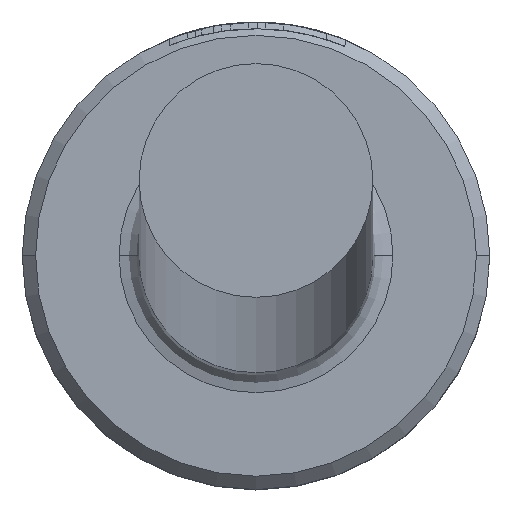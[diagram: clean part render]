
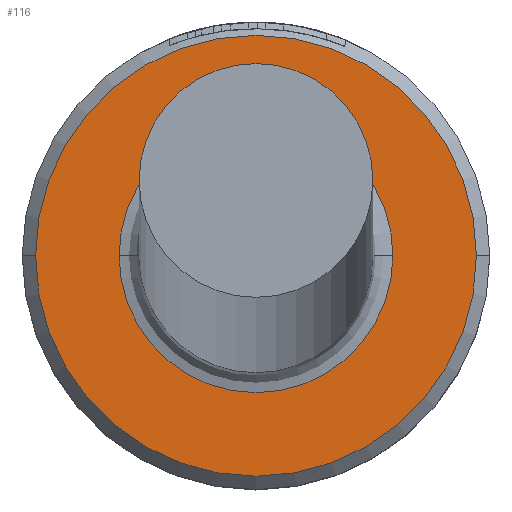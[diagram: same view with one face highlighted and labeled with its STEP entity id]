
A CAD part, top view. The second image highlights one B-rep face of the part: STEP entity #116.
In plain terms, the highlighted planar face has unit normal (0, 0, 1).
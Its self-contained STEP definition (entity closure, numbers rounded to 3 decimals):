
#79 = ORIENTED_EDGE ( 'NONE', *, *, #728, .T. ) ;
#82 = DIRECTION ( 'NONE',  ( 0., 0., -1. ) ) ;
#85 = DIRECTION ( 'NONE',  ( 0., 0., 1. ) ) ;
#100 = EDGE_LOOP ( 'NONE', ( #671, #79 ) ) ;
#116 = ADVANCED_FACE ( 'NONE', ( #241, #222 ), #201, .T. ) ;
#162 = DIRECTION ( 'NONE',  ( 0., 0., -1. ) ) ;
#201 = PLANE ( 'NONE',  #864 ) ;
#209 = AXIS2_PLACEMENT_3D ( 'NONE', #709, #162, #811 ) ;
#222 = FACE_BOUND ( 'NONE', #100, .T. ) ;
#241 = FACE_OUTER_BOUND ( 'NONE', #931, .T. ) ;
#265 = CARTESIAN_POINT ( 'NONE',  ( 0., 0., 4. ) ) ;
#364 = DIRECTION ( 'NONE',  ( 1., 0., 0. ) ) ;
#395 = CARTESIAN_POINT ( 'NONE',  ( 0., 0., 4. ) ) ;
#422 = CIRCLE ( 'NONE', #833, 2.05 ) ;
#439 = CARTESIAN_POINT ( 'NONE',  ( -3.3, 0., 4. ) ) ;
#520 = EDGE_CURVE ( 'NONE', #724, #593, #862, .T. ) ;
#538 = EDGE_CURVE ( 'NONE', #593, #724, #852, .T. ) ;
#593 = VERTEX_POINT ( 'NONE', #775 ) ;
#630 = CARTESIAN_POINT ( 'NONE',  ( 0., 0., 4. ) ) ;
#631 = CARTESIAN_POINT ( 'NONE',  ( 0., 0., 4. ) ) ;
#671 = ORIENTED_EDGE ( 'NONE', *, *, #766, .T. ) ;
#693 = ORIENTED_EDGE ( 'NONE', *, *, #538, .T. ) ;
#709 = CARTESIAN_POINT ( 'NONE',  ( 0., 0., 4. ) ) ;
#721 = DIRECTION ( 'NONE',  ( -1., 0., 0. ) ) ;
#723 = DIRECTION ( 'NONE',  ( 1., 0., 0. ) ) ;
#724 = VERTEX_POINT ( 'NONE', #439 ) ;
#728 = EDGE_CURVE ( 'NONE', #865, #954, #788, .T. ) ;
#766 = EDGE_CURVE ( 'NONE', #954, #865, #422, .T. ) ;
#775 = CARTESIAN_POINT ( 'NONE',  ( 3.3, 0., 4. ) ) ;
#788 = CIRCLE ( 'NONE', #209, 2.05 ) ;
#811 = DIRECTION ( 'NONE',  ( -1., 0., 0. ) ) ;
#823 = CARTESIAN_POINT ( 'NONE',  ( 2.05, 0., 4. ) ) ;
#833 = AXIS2_PLACEMENT_3D ( 'NONE', #630, #82, #721 ) ;
#847 = AXIS2_PLACEMENT_3D ( 'NONE', #631, #85, #723 ) ;
#852 = CIRCLE ( 'NONE', #847, 3.3 ) ;
#862 = CIRCLE ( 'NONE', #951, 3.3 ) ;
#864 = AXIS2_PLACEMENT_3D ( 'NONE', #395, #895, #997 ) ;
#865 = VERTEX_POINT ( 'NONE', #823 ) ;
#895 = DIRECTION ( 'NONE',  ( 0., 0., 1. ) ) ;
#899 = DIRECTION ( 'NONE',  ( 0., 0., 1. ) ) ;
#914 = CARTESIAN_POINT ( 'NONE',  ( -2.05, 0., 4. ) ) ;
#931 = EDGE_LOOP ( 'NONE', ( #1136, #693 ) ) ;
#951 = AXIS2_PLACEMENT_3D ( 'NONE', #265, #899, #364 ) ;
#954 = VERTEX_POINT ( 'NONE', #914 ) ;
#997 = DIRECTION ( 'NONE',  ( 1., 0., 0. ) ) ;
#1136 = ORIENTED_EDGE ( 'NONE', *, *, #520, .T. ) ;
